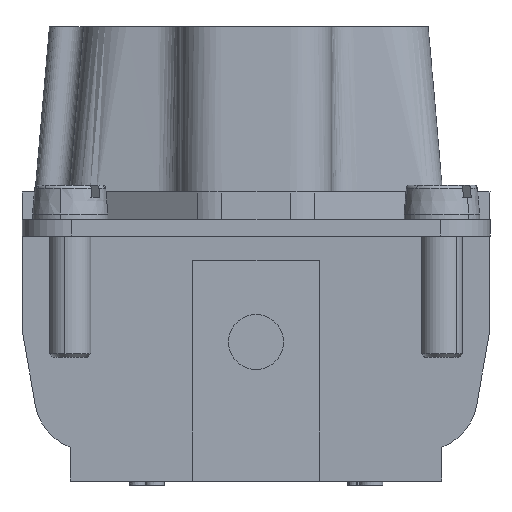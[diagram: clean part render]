
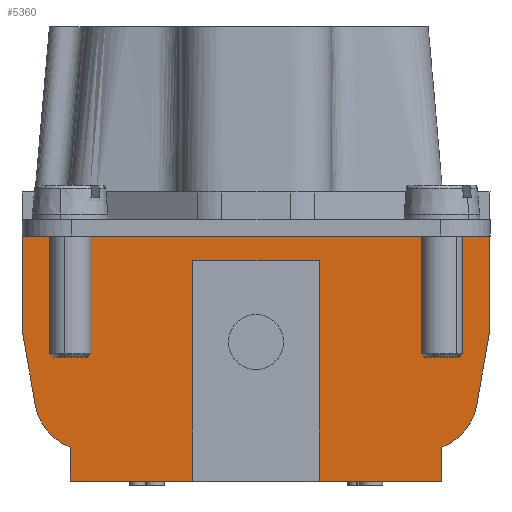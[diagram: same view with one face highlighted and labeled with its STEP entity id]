
A CAD part, left-side view. The second image highlights one B-rep face of the part: STEP entity #5360.
In plain terms, the highlighted planar face has unit normal (-0.999, 0, -0.035).
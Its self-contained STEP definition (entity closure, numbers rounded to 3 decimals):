
#3343=ELLIPSE('',#20627,4.002,4.);
#3345=ELLIPSE('',#20631,4.002,4.);
#4388=FACE_OUTER_BOUND('',#9978,.T.);
#5360=ADVANCED_FACE('',(#4388),#5940,.T.);
#5940=PLANE('',#21556);
#6245=LINE('',#25395,#7402);
#6249=LINE('',#25403,#7406);
#6282=LINE('',#26178,#7439);
#6294=LINE('',#26236,#7451);
#6315=LINE('',#26384,#7472);
#6318=LINE('',#26390,#7475);
#7350=LINE('',#45416,#8703);
#7352=LINE('',#45420,#8705);
#7353=LINE('',#45422,#8706);
#7355=LINE('',#45426,#8708);
#7356=LINE('',#45428,#8709);
#7357=LINE('',#45430,#8710);
#7402=VECTOR('',#21626,1.);
#7406=VECTOR('',#21630,1.);
#7439=VECTOR('',#21687,1.);
#7451=VECTOR('',#21703,1.);
#7472=VECTOR('',#21748,1.);
#7475=VECTOR('',#21753,1.);
#8703=VECTOR('',#24901,1.);
#8705=VECTOR('',#24907,1.);
#8706=VECTOR('',#24910,1.);
#8708=VECTOR('',#24916,1.);
#8709=VECTOR('',#24917,1.);
#8710=VECTOR('',#24918,1.);
#9978=EDGE_LOOP('',(#15039,#15040,#15041,#15042,#15043,#15044,#15045,#15046,
#15047,#15048,#15049,#15050,#15051,#15052));
#15039=ORIENTED_EDGE('',*,*,#17125,.T.);
#15040=ORIENTED_EDGE('',*,*,#16935,.T.);
#15041=ORIENTED_EDGE('',*,*,#16948,.T.);
#15042=ORIENTED_EDGE('',*,*,#19292,.F.);
#15043=ORIENTED_EDGE('',*,*,#16983,.F.);
#15044=ORIENTED_EDGE('',*,*,#16980,.T.);
#15045=ORIENTED_EDGE('',*,*,#17121,.T.);
#15046=ORIENTED_EDGE('',*,*,#19294,.F.);
#15047=ORIENTED_EDGE('',*,*,#16866,.T.);
#15048=ORIENTED_EDGE('',*,*,#19297,.F.);
#15049=ORIENTED_EDGE('',*,*,#19298,.T.);
#15050=ORIENTED_EDGE('',*,*,#19299,.F.);
#15051=ORIENTED_EDGE('',*,*,#16862,.T.);
#15052=ORIENTED_EDGE('',*,*,#19295,.F.);
#15170=VERTEX_POINT('',#25394);
#15171=VERTEX_POINT('',#25396);
#15174=VERTEX_POINT('',#25402);
#15175=VERTEX_POINT('',#25404);
#15243=VERTEX_POINT('',#26177);
#15244=VERTEX_POINT('',#26179);
#15254=VERTEX_POINT('',#26235);
#15281=VERTEX_POINT('',#26382);
#15283=VERTEX_POINT('',#26385);
#15285=VERTEX_POINT('',#26391);
#15417=VERTEX_POINT('',#26972);
#15420=VERTEX_POINT('',#26981);
#16758=VERTEX_POINT('',#45427);
#16759=VERTEX_POINT('',#45429);
#16862=EDGE_CURVE('',#15171,#15170,#6245,.T.);
#16866=EDGE_CURVE('',#15175,#15174,#6249,.T.);
#16935=EDGE_CURVE('',#15244,#15243,#6282,.T.);
#16948=EDGE_CURVE('',#15243,#15254,#6294,.T.);
#16980=EDGE_CURVE('',#15283,#15281,#6315,.T.);
#16983=EDGE_CURVE('',#15283,#15285,#6318,.T.);
#17121=EDGE_CURVE('',#15281,#15417,#3343,.T.);
#17125=EDGE_CURVE('',#15420,#15244,#3345,.T.);
#19292=EDGE_CURVE('',#15285,#15254,#7350,.T.);
#19294=EDGE_CURVE('',#15175,#15417,#7352,.T.);
#19295=EDGE_CURVE('',#15420,#15170,#7353,.T.);
#19297=EDGE_CURVE('',#16758,#15174,#7355,.T.);
#19298=EDGE_CURVE('',#16758,#16759,#7356,.T.);
#19299=EDGE_CURVE('',#15171,#16759,#7357,.T.);
#20627=AXIS2_PLACEMENT_3D('',#26973,#21878,#21879);
#20631=AXIS2_PLACEMENT_3D('',#26980,#21887,#21888);
#21556=AXIS2_PLACEMENT_3D('',#45431,#24919,#24920);
#21626=DIRECTION('',(0.,-1.,0.));
#21630=DIRECTION('',(0.,-1.,0.));
#21687=DIRECTION('',(-0.034,-0.174,0.984));
#21703=DIRECTION('',(-0.035,0.,0.999));
#21748=DIRECTION('',(0.034,-0.174,-0.984));
#21753=DIRECTION('',(-0.035,0.,0.999));
#21878=DIRECTION('',(-0.999,0.,-0.035));
#21879=DIRECTION('',(0.035,0.,-0.999));
#21887=DIRECTION('',(-0.999,0.,-0.035));
#21888=DIRECTION('',(0.035,0.,-0.999));
#24901=DIRECTION('',(0.,-1.,0.));
#24907=DIRECTION('',(-0.035,0.,0.999));
#24910=DIRECTION('',(0.035,0.,-0.999));
#24916=DIRECTION('',(0.035,0.,-0.999));
#24917=DIRECTION('',(0.,-1.,0.));
#24918=DIRECTION('',(-0.035,0.,0.999));
#24919=DIRECTION('',(-0.999,0.,-0.035));
#24920=DIRECTION('',(0.,1.,0.));
#25394=CARTESIAN_POINT('',(-17.489,-13.5,-19.));
#25395=CARTESIAN_POINT('',(-17.489,-17.1,-19.));
#25396=CARTESIAN_POINT('',(-17.489,-4.6,-19.));
#25402=CARTESIAN_POINT('',(-17.489,4.6,-19.));
#25403=CARTESIAN_POINT('',(-17.489,-17.1,-19.));
#25404=CARTESIAN_POINT('',(-17.489,13.5,-19.));
#26177=CARTESIAN_POINT('',(-17.873,-17.,-8.));
#26178=CARTESIAN_POINT('',(-17.869,-16.978,-8.123));
#26179=CARTESIAN_POINT('',(-17.681,-16.031,-13.495));
#26235=CARTESIAN_POINT('',(-18.11,-17.,-1.2));
#26236=CARTESIAN_POINT('',(-17.524,-17.,-17.99));
#26382=CARTESIAN_POINT('',(-17.681,16.031,-13.495));
#26384=CARTESIAN_POINT('',(-17.291,14.06,-24.673));
#26385=CARTESIAN_POINT('',(-17.873,17.,-8.));
#26390=CARTESIAN_POINT('',(-17.795,17.,-10.235));
#26391=CARTESIAN_POINT('',(-18.11,17.,-1.2));
#26972=CARTESIAN_POINT('',(-17.575,13.5,-16.544));
#26973=CARTESIAN_POINT('',(-17.705,12.092,-12.8));
#26980=CARTESIAN_POINT('',(-17.705,-12.092,-12.8));
#26981=CARTESIAN_POINT('',(-17.575,-13.5,-16.544));
#45416=CARTESIAN_POINT('',(-18.11,9.,-1.2));
#45420=CARTESIAN_POINT('',(-17.524,13.5,-17.99));
#45422=CARTESIAN_POINT('',(-17.524,-13.5,-17.99));
#45426=CARTESIAN_POINT('',(-17.736,4.6,-11.921));
#45427=CARTESIAN_POINT('',(-18.048,4.6,-3.));
#45428=CARTESIAN_POINT('',(-18.048,9.,-3.));
#45429=CARTESIAN_POINT('',(-18.048,-4.6,-3.));
#45430=CARTESIAN_POINT('',(-17.736,-4.6,-11.921));
#45431=CARTESIAN_POINT('',(-17.482,-17.1,-19.185));
